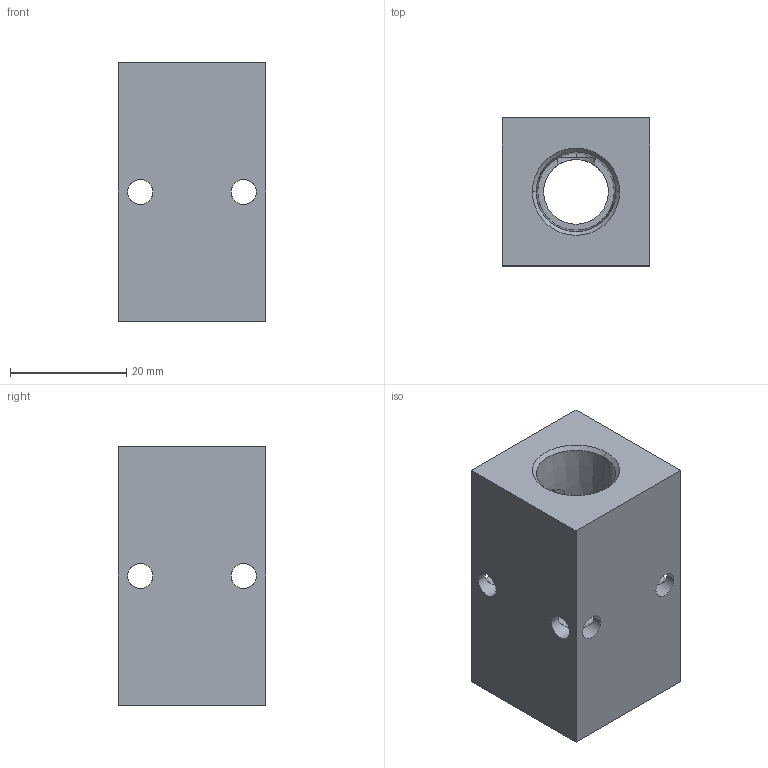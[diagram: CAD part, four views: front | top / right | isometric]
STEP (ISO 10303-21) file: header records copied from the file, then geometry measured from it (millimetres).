
FILE_DESCRIPTION (( 'STEP AP203' ), '1' );
FILE_NAME ('MRA-2CB.step', '2015-12-02T21:07:27', ( '' ), ( '' ), 'SwSTEP 2.0', 'SolidWorks 2015', '' );
FILE_SCHEMA (( 'CONFIG_CONTROL_DESIGN' ));
Length unit declared in the file: inch
Products named in the file (1): MRA-2CB
Bounding box: 25.4 x 25.4 x 44.45 mm (x, y, z)
Volume: 21013.1 mm3; surface area: 8409.8 mm2
Topology: 1 solids, 1 shells, 55 faces, 157 edges, 94 vertices
Faces by surface type: cylinder 29, cone 16, plane 10
Entity records: 2030 total; most frequent: CARTESIAN_POINT 574, ORIENTED_EDGE 314, DIRECTION 273, EDGE_CURVE 157, AXIS2_PLACEMENT_3D 107, VERTEX_POINT 94, EDGE_LOOP 67, VECTOR 59
